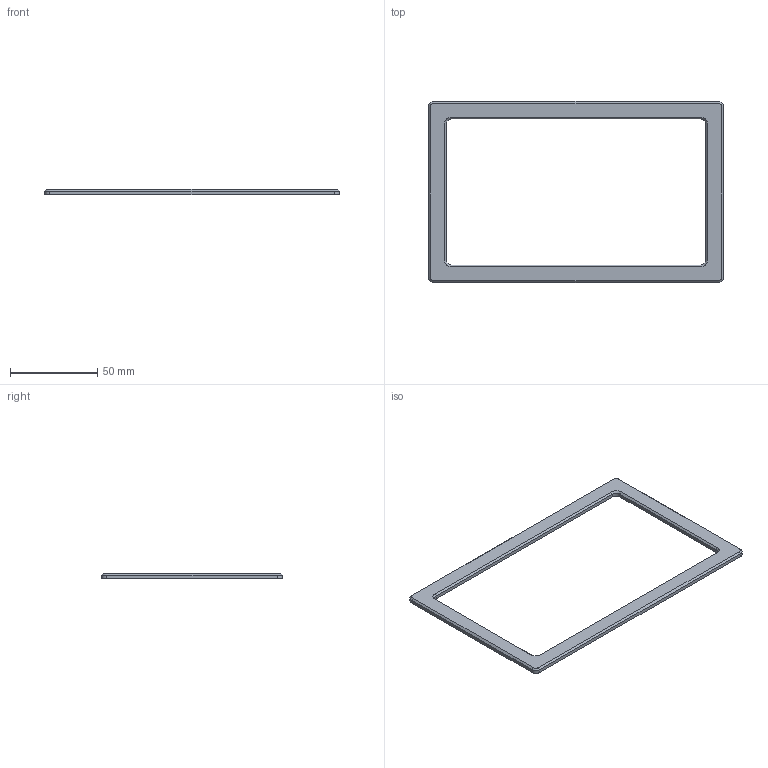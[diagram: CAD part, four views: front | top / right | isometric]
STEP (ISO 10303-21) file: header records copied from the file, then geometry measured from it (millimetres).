
FILE_DESCRIPTION(('FreeCAD Model'),'2;1');
FILE_NAME('wet_palette_inlay_guide.step','2021-01-13T17:04:44',( 'Felix Morgner'),(''),'Open CASCADE STEP processor 7.4','FreeCAD', 'Unknown');
FILE_SCHEMA(('AUTOMOTIVE_DESIGN { 1 0 10303 214 1 1 1 1 }'));
Length unit declared in the file: millimetre
Products named in the file (2): Wet_Palette_Inlay_Guide
Assembly tree (1 placements, depth 2):
  Wet_Palette_Inlay_Guide
    Wet_Palette_Inlay_Guide
Bounding box: 168.5 x 103.5 x 3 mm (x, y, z)
Volume: 14621.2 mm3; surface area: 12488.7 mm2
Topology: 1 solids, 1 shells, 34 faces, 80 edges, 48 vertices
Faces by surface type: plane 18, cylinder 8, cone 8
Entity records: 2056 total; most frequent: CARTESIAN_POINT 348, DIRECTION 332, LINE 200, VECTOR 200, ORIENTED_EDGE 160, PCURVE 160, DEFINITIONAL_REPRESENTATION 160, EDGE_CURVE 80
